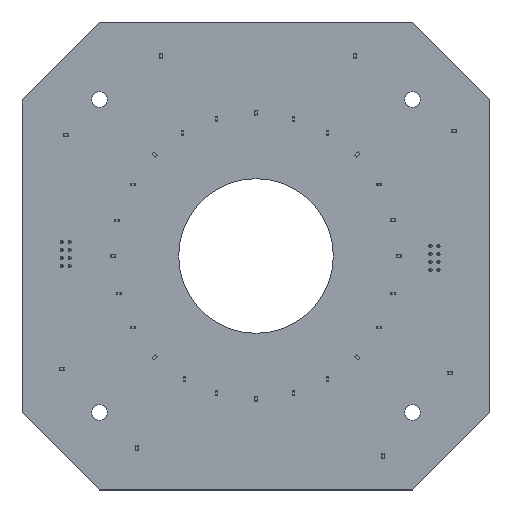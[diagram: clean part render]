
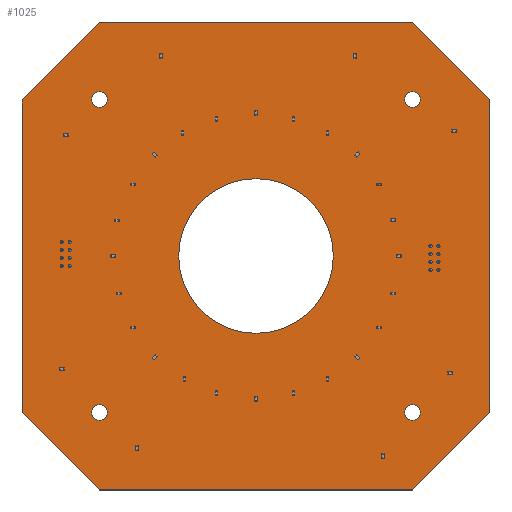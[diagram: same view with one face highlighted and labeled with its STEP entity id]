
A CAD part, top view. The second image highlights one B-rep face of the part: STEP entity #1025.
In plain terms, the highlighted planar face has unit normal (0, 0, 1).
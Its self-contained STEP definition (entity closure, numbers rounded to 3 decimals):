
#58 = VERTEX_POINT('',#59);
#59 = CARTESIAN_POINT('',(19.05,-43.18,0.));
#76 = VERTEX_POINT('',#77);
#77 = CARTESIAN_POINT('',(19.05,-44.45,0.));
#83 = EDGE_CURVE('',#58,#76,#84,.T.);
#84 = LINE('',#85,#86);
#85 = CARTESIAN_POINT('',(19.05,-43.18,0.));
#86 = VECTOR('',#87,1.);
#87 = DIRECTION('',(0.,-1.,0.));
#98 = VERTEX_POINT('',#99);
#99 = CARTESIAN_POINT('',(43.815,-18.415,0.));
#114 = EDGE_CURVE('',#98,#58,#115,.T.);
#115 = LINE('',#116,#117);
#116 = CARTESIAN_POINT('',(43.815,-18.415,0.));
#117 = VECTOR('',#118,1.);
#118 = DIRECTION('',(-0.707,-0.707,0.));
#138 = VERTEX_POINT('',#139);
#139 = CARTESIAN_POINT('',(19.05,-143.51,0.));
#145 = EDGE_CURVE('',#76,#138,#146,.T.);
#146 = LINE('',#147,#148);
#147 = CARTESIAN_POINT('',(19.05,-44.45,0.));
#148 = VECTOR('',#149,1.);
#149 = DIRECTION('',(0.,-1.,0.));
#160 = VERTEX_POINT('',#161);
#161 = CARTESIAN_POINT('',(144.145,-18.415,0.));
#176 = EDGE_CURVE('',#160,#98,#177,.T.);
#177 = LINE('',#178,#179);
#178 = CARTESIAN_POINT('',(144.145,-18.415,0.));
#179 = VECTOR('',#180,1.);
#180 = DIRECTION('',(-1.,0.,0.));
#200 = VERTEX_POINT('',#201);
#201 = CARTESIAN_POINT('',(43.815,-168.275,0.));
#207 = EDGE_CURVE('',#138,#200,#208,.T.);
#208 = LINE('',#209,#210);
#209 = CARTESIAN_POINT('',(19.05,-143.51,0.));
#210 = VECTOR('',#211,1.);
#211 = DIRECTION('',(0.707,-0.707,0.));
#222 = VERTEX_POINT('',#223);
#223 = CARTESIAN_POINT('',(168.91,-43.18,0.));
#238 = EDGE_CURVE('',#222,#160,#239,.T.);
#239 = LINE('',#240,#241);
#240 = CARTESIAN_POINT('',(168.91,-43.18,0.));
#241 = VECTOR('',#242,1.);
#242 = DIRECTION('',(-0.707,0.707,0.));
#262 = VERTEX_POINT('',#263);
#263 = CARTESIAN_POINT('',(144.145,-168.275,0.));
#269 = EDGE_CURVE('',#200,#262,#270,.T.);
#270 = LINE('',#271,#272);
#271 = CARTESIAN_POINT('',(43.815,-168.275,0.));
#272 = VECTOR('',#273,1.);
#273 = DIRECTION('',(1.,0.,0.));
#284 = VERTEX_POINT('',#285);
#285 = CARTESIAN_POINT('',(168.91,-143.51,0.));
#300 = EDGE_CURVE('',#284,#222,#301,.T.);
#301 = LINE('',#302,#303);
#302 = CARTESIAN_POINT('',(168.91,-143.51,0.));
#303 = VECTOR('',#304,1.);
#304 = DIRECTION('',(0.,1.,0.));
#322 = EDGE_CURVE('',#262,#284,#323,.T.);
#323 = LINE('',#324,#325);
#324 = CARTESIAN_POINT('',(144.145,-168.275,0.));
#325 = VECTOR('',#326,1.);
#326 = DIRECTION('',(0.707,0.707,0.));
#337 = VERTEX_POINT('',#338);
#338 = CARTESIAN_POINT('',(152.908,-95.25,0.));
#354 = EDGE_CURVE('',#337,#337,#355,.T.);
#355 = CIRCLE('',#356,0.508);
#356 = AXIS2_PLACEMENT_3D('',#357,#358,#359);
#357 = CARTESIAN_POINT('',(152.4,-95.25,0.));
#358 = DIRECTION('',(0.,0.,1.));
#359 = DIRECTION('',(1.,0.,-0.));
#370 = VERTEX_POINT('',#371);
#371 = CARTESIAN_POINT('',(152.908,-92.71,0.));
#387 = EDGE_CURVE('',#370,#370,#388,.T.);
#388 = CIRCLE('',#389,0.508);
#389 = AXIS2_PLACEMENT_3D('',#390,#391,#392);
#390 = CARTESIAN_POINT('',(152.4,-92.71,0.));
#391 = DIRECTION('',(0.,0.,1.));
#392 = DIRECTION('',(1.,0.,-0.));
#403 = VERTEX_POINT('',#404);
#404 = CARTESIAN_POINT('',(150.368,-95.25,0.));
#420 = EDGE_CURVE('',#403,#403,#421,.T.);
#421 = CIRCLE('',#422,0.508);
#422 = AXIS2_PLACEMENT_3D('',#423,#424,#425);
#423 = CARTESIAN_POINT('',(149.86,-95.25,0.));
#424 = DIRECTION('',(0.,0.,1.));
#425 = DIRECTION('',(1.,0.,-0.));
#436 = VERTEX_POINT('',#437);
#437 = CARTESIAN_POINT('',(150.368,-92.71,0.));
#453 = EDGE_CURVE('',#436,#436,#454,.T.);
#454 = CIRCLE('',#455,0.508);
#455 = AXIS2_PLACEMENT_3D('',#456,#457,#458);
#456 = CARTESIAN_POINT('',(149.86,-92.71,0.));
#457 = DIRECTION('',(0.,0.,1.));
#458 = DIRECTION('',(1.,0.,-0.));
#469 = VERTEX_POINT('',#470);
#470 = CARTESIAN_POINT('',(152.908,-90.17,0.));
#486 = EDGE_CURVE('',#469,#469,#487,.T.);
#487 = CIRCLE('',#488,0.508);
#488 = AXIS2_PLACEMENT_3D('',#489,#490,#491);
#489 = CARTESIAN_POINT('',(152.4,-90.17,0.));
#490 = DIRECTION('',(0.,0.,1.));
#491 = DIRECTION('',(1.,0.,-0.));
#502 = VERTEX_POINT('',#503);
#503 = CARTESIAN_POINT('',(150.368,-90.17,0.));
#519 = EDGE_CURVE('',#502,#502,#520,.T.);
#520 = CIRCLE('',#521,0.508);
#521 = AXIS2_PLACEMENT_3D('',#522,#523,#524);
#522 = CARTESIAN_POINT('',(149.86,-90.17,0.));
#523 = DIRECTION('',(0.,0.,1.));
#524 = DIRECTION('',(1.,0.,-0.));
#535 = VERTEX_POINT('',#536);
#536 = CARTESIAN_POINT('',(118.745,-93.345,0.));
#552 = EDGE_CURVE('',#535,#535,#553,.T.);
#553 = CIRCLE('',#554,24.765);
#554 = AXIS2_PLACEMENT_3D('',#555,#556,#557);
#555 = CARTESIAN_POINT('',(93.98,-93.345,0.));
#556 = DIRECTION('',(0.,0.,1.));
#557 = DIRECTION('',(1.,0.,0.));
#568 = VERTEX_POINT('',#569);
#569 = CARTESIAN_POINT('',(46.315,-43.18,0.));
#585 = EDGE_CURVE('',#568,#568,#586,.T.);
#586 = CIRCLE('',#587,2.5);
#587 = AXIS2_PLACEMENT_3D('',#588,#589,#590);
#588 = CARTESIAN_POINT('',(43.815,-43.18,0.));
#589 = DIRECTION('',(0.,0.,1.));
#590 = DIRECTION('',(1.,0.,-0.));
#601 = VERTEX_POINT('',#602);
#602 = CARTESIAN_POINT('',(146.645,-43.18,0.));
#618 = EDGE_CURVE('',#601,#601,#619,.T.);
#619 = CIRCLE('',#620,2.5);
#620 = AXIS2_PLACEMENT_3D('',#621,#622,#623);
#621 = CARTESIAN_POINT('',(144.145,-43.18,0.));
#622 = DIRECTION('',(0.,0.,1.));
#623 = DIRECTION('',(1.,0.,-0.));
#634 = VERTEX_POINT('',#635);
#635 = CARTESIAN_POINT('',(150.368,-97.79,0.));
#651 = EDGE_CURVE('',#634,#634,#652,.T.);
#652 = CIRCLE('',#653,0.508);
#653 = AXIS2_PLACEMENT_3D('',#654,#655,#656);
#654 = CARTESIAN_POINT('',(149.86,-97.79,0.));
#655 = DIRECTION('',(0.,0.,1.));
#656 = DIRECTION('',(1.,0.,-0.));
#667 = VERTEX_POINT('',#668);
#668 = CARTESIAN_POINT('',(152.908,-97.79,0.));
#684 = EDGE_CURVE('',#667,#667,#685,.T.);
#685 = CIRCLE('',#686,0.508);
#686 = AXIS2_PLACEMENT_3D('',#687,#688,#689);
#687 = CARTESIAN_POINT('',(152.4,-97.79,0.));
#688 = DIRECTION('',(0.,0.,1.));
#689 = DIRECTION('',(1.,0.,-0.));
#700 = VERTEX_POINT('',#701);
#701 = CARTESIAN_POINT('',(32.258,-93.98,0.));
#717 = EDGE_CURVE('',#700,#700,#718,.T.);
#718 = CIRCLE('',#719,0.508);
#719 = AXIS2_PLACEMENT_3D('',#720,#721,#722);
#720 = CARTESIAN_POINT('',(31.75,-93.98,0.));
#721 = DIRECTION('',(0.,0.,1.));
#722 = DIRECTION('',(1.,0.,-0.));
#733 = VERTEX_POINT('',#734);
#734 = CARTESIAN_POINT('',(34.798,-93.98,0.));
#750 = EDGE_CURVE('',#733,#733,#751,.T.);
#751 = CIRCLE('',#752,0.508);
#752 = AXIS2_PLACEMENT_3D('',#753,#754,#755);
#753 = CARTESIAN_POINT('',(34.29,-93.98,0.));
#754 = DIRECTION('',(0.,0.,1.));
#755 = DIRECTION('',(1.,0.,-0.));
#766 = VERTEX_POINT('',#767);
#767 = CARTESIAN_POINT('',(34.798,-91.44,0.));
#783 = EDGE_CURVE('',#766,#766,#784,.T.);
#784 = CIRCLE('',#785,0.508);
#785 = AXIS2_PLACEMENT_3D('',#786,#787,#788);
#786 = CARTESIAN_POINT('',(34.29,-91.44,0.));
#787 = DIRECTION('',(0.,0.,1.));
#788 = DIRECTION('',(1.,0.,-0.));
#799 = VERTEX_POINT('',#800);
#800 = CARTESIAN_POINT('',(32.258,-91.44,0.));
#816 = EDGE_CURVE('',#799,#799,#817,.T.);
#817 = CIRCLE('',#818,0.508);
#818 = AXIS2_PLACEMENT_3D('',#819,#820,#821);
#819 = CARTESIAN_POINT('',(31.75,-91.44,0.));
#820 = DIRECTION('',(0.,0.,1.));
#821 = DIRECTION('',(1.,0.,-0.));
#832 = VERTEX_POINT('',#833);
#833 = CARTESIAN_POINT('',(32.258,-88.9,0.));
#849 = EDGE_CURVE('',#832,#832,#850,.T.);
#850 = CIRCLE('',#851,0.508);
#851 = AXIS2_PLACEMENT_3D('',#852,#853,#854);
#852 = CARTESIAN_POINT('',(31.75,-88.9,0.));
#853 = DIRECTION('',(0.,0.,1.));
#854 = DIRECTION('',(1.,0.,-0.));
#865 = VERTEX_POINT('',#866);
#866 = CARTESIAN_POINT('',(34.798,-88.9,0.));
#882 = EDGE_CURVE('',#865,#865,#883,.T.);
#883 = CIRCLE('',#884,0.508);
#884 = AXIS2_PLACEMENT_3D('',#885,#886,#887);
#885 = CARTESIAN_POINT('',(34.29,-88.9,0.));
#886 = DIRECTION('',(0.,0.,1.));
#887 = DIRECTION('',(1.,0.,-0.));
#898 = VERTEX_POINT('',#899);
#899 = CARTESIAN_POINT('',(34.798,-96.52,0.));
#915 = EDGE_CURVE('',#898,#898,#916,.T.);
#916 = CIRCLE('',#917,0.508);
#917 = AXIS2_PLACEMENT_3D('',#918,#919,#920);
#918 = CARTESIAN_POINT('',(34.29,-96.52,0.));
#919 = DIRECTION('',(0.,0.,1.));
#920 = DIRECTION('',(1.,0.,-0.));
#931 = VERTEX_POINT('',#932);
#932 = CARTESIAN_POINT('',(32.258,-96.52,0.));
#948 = EDGE_CURVE('',#931,#931,#949,.T.);
#949 = CIRCLE('',#950,0.508);
#950 = AXIS2_PLACEMENT_3D('',#951,#952,#953);
#951 = CARTESIAN_POINT('',(31.75,-96.52,0.));
#952 = DIRECTION('',(0.,0.,1.));
#953 = DIRECTION('',(1.,0.,-0.));
#964 = VERTEX_POINT('',#965);
#965 = CARTESIAN_POINT('',(146.645,-143.51,0.));
#981 = EDGE_CURVE('',#964,#964,#982,.T.);
#982 = CIRCLE('',#983,2.5);
#983 = AXIS2_PLACEMENT_3D('',#984,#985,#986);
#984 = CARTESIAN_POINT('',(144.145,-143.51,0.));
#985 = DIRECTION('',(0.,0.,1.));
#986 = DIRECTION('',(1.,0.,-0.));
#997 = VERTEX_POINT('',#998);
#998 = CARTESIAN_POINT('',(46.315,-143.51,0.));
#1014 = EDGE_CURVE('',#997,#997,#1015,.T.);
#1015 = CIRCLE('',#1016,2.5);
#1016 = AXIS2_PLACEMENT_3D('',#1017,#1018,#1019);
#1017 = CARTESIAN_POINT('',(43.815,-143.51,0.));
#1018 = DIRECTION('',(0.,0.,1.));
#1019 = DIRECTION('',(1.,0.,-0.));
#1025 = ADVANCED_FACE('',(#1026,#1037,#1040,#1043,#1046,#1049,#1052,
    #1055,#1058,#1061,#1064,#1067,#1070,#1073,#1076,#1079,#1082,#1085,
    #1088,#1091,#1094,#1097),#1100,.T.);
#1026 = FACE_BOUND('',#1027,.T.);
#1027 = EDGE_LOOP('',(#1028,#1029,#1030,#1031,#1032,#1033,#1034,#1035,
    #1036));
#1028 = ORIENTED_EDGE('',*,*,#83,.T.);
#1029 = ORIENTED_EDGE('',*,*,#145,.T.);
#1030 = ORIENTED_EDGE('',*,*,#207,.T.);
#1031 = ORIENTED_EDGE('',*,*,#269,.T.);
#1032 = ORIENTED_EDGE('',*,*,#322,.T.);
#1033 = ORIENTED_EDGE('',*,*,#300,.T.);
#1034 = ORIENTED_EDGE('',*,*,#238,.T.);
#1035 = ORIENTED_EDGE('',*,*,#176,.T.);
#1036 = ORIENTED_EDGE('',*,*,#114,.T.);
#1037 = FACE_BOUND('',#1038,.T.);
#1038 = EDGE_LOOP('',(#1039));
#1039 = ORIENTED_EDGE('',*,*,#354,.F.);
#1040 = FACE_BOUND('',#1041,.T.);
#1041 = EDGE_LOOP('',(#1042));
#1042 = ORIENTED_EDGE('',*,*,#387,.F.);
#1043 = FACE_BOUND('',#1044,.T.);
#1044 = EDGE_LOOP('',(#1045));
#1045 = ORIENTED_EDGE('',*,*,#420,.F.);
#1046 = FACE_BOUND('',#1047,.T.);
#1047 = EDGE_LOOP('',(#1048));
#1048 = ORIENTED_EDGE('',*,*,#453,.F.);
#1049 = FACE_BOUND('',#1050,.T.);
#1050 = EDGE_LOOP('',(#1051));
#1051 = ORIENTED_EDGE('',*,*,#486,.F.);
#1052 = FACE_BOUND('',#1053,.T.);
#1053 = EDGE_LOOP('',(#1054));
#1054 = ORIENTED_EDGE('',*,*,#519,.F.);
#1055 = FACE_BOUND('',#1056,.T.);
#1056 = EDGE_LOOP('',(#1057));
#1057 = ORIENTED_EDGE('',*,*,#552,.F.);
#1058 = FACE_BOUND('',#1059,.T.);
#1059 = EDGE_LOOP('',(#1060));
#1060 = ORIENTED_EDGE('',*,*,#585,.F.);
#1061 = FACE_BOUND('',#1062,.T.);
#1062 = EDGE_LOOP('',(#1063));
#1063 = ORIENTED_EDGE('',*,*,#618,.F.);
#1064 = FACE_BOUND('',#1065,.T.);
#1065 = EDGE_LOOP('',(#1066));
#1066 = ORIENTED_EDGE('',*,*,#651,.F.);
#1067 = FACE_BOUND('',#1068,.T.);
#1068 = EDGE_LOOP('',(#1069));
#1069 = ORIENTED_EDGE('',*,*,#684,.F.);
#1070 = FACE_BOUND('',#1071,.T.);
#1071 = EDGE_LOOP('',(#1072));
#1072 = ORIENTED_EDGE('',*,*,#717,.F.);
#1073 = FACE_BOUND('',#1074,.T.);
#1074 = EDGE_LOOP('',(#1075));
#1075 = ORIENTED_EDGE('',*,*,#750,.F.);
#1076 = FACE_BOUND('',#1077,.T.);
#1077 = EDGE_LOOP('',(#1078));
#1078 = ORIENTED_EDGE('',*,*,#783,.F.);
#1079 = FACE_BOUND('',#1080,.T.);
#1080 = EDGE_LOOP('',(#1081));
#1081 = ORIENTED_EDGE('',*,*,#816,.F.);
#1082 = FACE_BOUND('',#1083,.T.);
#1083 = EDGE_LOOP('',(#1084));
#1084 = ORIENTED_EDGE('',*,*,#849,.F.);
#1085 = FACE_BOUND('',#1086,.T.);
#1086 = EDGE_LOOP('',(#1087));
#1087 = ORIENTED_EDGE('',*,*,#882,.F.);
#1088 = FACE_BOUND('',#1089,.T.);
#1089 = EDGE_LOOP('',(#1090));
#1090 = ORIENTED_EDGE('',*,*,#915,.F.);
#1091 = FACE_BOUND('',#1092,.T.);
#1092 = EDGE_LOOP('',(#1093));
#1093 = ORIENTED_EDGE('',*,*,#948,.F.);
#1094 = FACE_BOUND('',#1095,.T.);
#1095 = EDGE_LOOP('',(#1096));
#1096 = ORIENTED_EDGE('',*,*,#981,.F.);
#1097 = FACE_BOUND('',#1098,.T.);
#1098 = EDGE_LOOP('',(#1099));
#1099 = ORIENTED_EDGE('',*,*,#1014,.F.);
#1100 = PLANE('',#1101);
#1101 = AXIS2_PLACEMENT_3D('',#1102,#1103,#1104);
#1102 = CARTESIAN_POINT('',(93.98,-93.345,0.));
#1103 = DIRECTION('',(0.,0.,1.));
#1104 = DIRECTION('',(1.,0.,0.));
